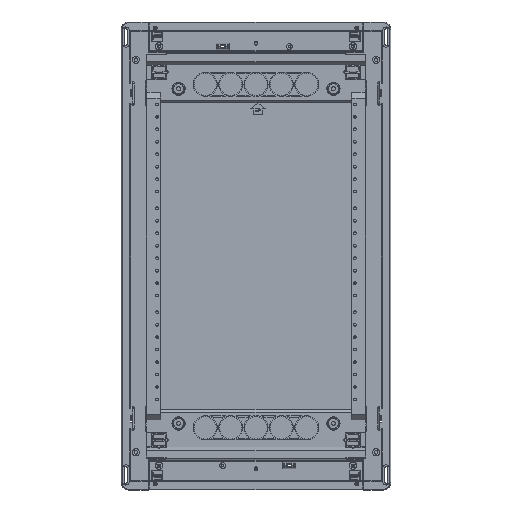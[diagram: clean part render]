
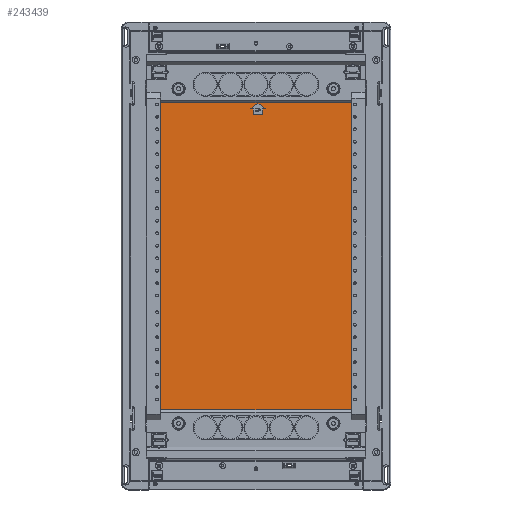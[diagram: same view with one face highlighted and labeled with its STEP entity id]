
A CAD part, top view. The second image highlights one B-rep face of the part: STEP entity #243439.
In plain terms, the highlighted planar face has unit normal (0, 0, 1).
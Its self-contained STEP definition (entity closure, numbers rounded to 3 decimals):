
#511 = CARTESIAN_POINT ( 'NONE',  ( -3.286, 169.95, -88.881 ) ) ;
#5528 = CARTESIAN_POINT ( 'NONE',  ( 7.964, 176.95, -88.881 ) ) ;
#7360 = DIRECTION ( 'NONE',  ( 0., -1., 0. ) ) ;
#7386 = ORIENTED_EDGE ( 'NONE', *, *, #187079, .F. ) ;
#11011 = VECTOR ( 'NONE', #204168, 1000. ) ;
#12690 = CARTESIAN_POINT ( 'NONE',  ( -3.286, 169.95, -88.881 ) ) ;
#14827 = CARTESIAN_POINT ( 'NONE',  ( -7.036, 176.95, -88.881 ) ) ;
#17617 = VECTOR ( 'NONE', #94655, 1000. ) ;
#25225 = VECTOR ( 'NONE', #142579, 1000. ) ;
#29197 = CARTESIAN_POINT ( 'NONE',  ( 153., -2.65, -88.881 ) ) ;
#29647 = VERTEX_POINT ( 'NONE', #53728 ) ;
#38071 = CARTESIAN_POINT ( 'NONE',  ( 7.964, 169.95, -88.881 ) ) ;
#41114 = VERTEX_POINT ( 'NONE', #94658 ) ;
#43676 = ORIENTED_EDGE ( 'NONE', *, *, #239913, .F. ) ;
#45055 = ORIENTED_EDGE ( 'NONE', *, *, #148029, .F. ) ;
#47143 = PLANE ( 'NONE',  #198676 ) ;
#47498 = DIRECTION ( 'NONE',  ( -1., 0., 0. ) ) ;
#48930 = VERTEX_POINT ( 'NONE', #56549 ) ;
#51565 = VECTOR ( 'NONE', #47498, 1000. ) ;
#52057 = ORIENTED_EDGE ( 'NONE', *, *, #177863, .F. ) ;
#53728 = CARTESIAN_POINT ( 'NONE',  ( 2.339, 183.7, -88.881 ) ) ;
#56549 = CARTESIAN_POINT ( 'NONE',  ( -7.036, 176.95, -88.881 ) ) ;
#57090 = VERTEX_POINT ( 'NONE', #12690 ) ;
#57562 = LINE ( 'NONE', #170351, #251517 ) ;
#58738 = VECTOR ( 'NONE', #137102, 1000. ) ;
#58962 = VECTOR ( 'NONE', #191081, 1000. ) ;
#58974 = CARTESIAN_POINT ( 'NONE',  ( -3.286, 176.95, -88.881 ) ) ;
#63112 = EDGE_CURVE ( 'NONE', #29647, #48930, #190357, .T. ) ;
#63666 = VERTEX_POINT ( 'NONE', #108403 ) ;
#70843 = CARTESIAN_POINT ( 'NONE',  ( -114.425, -184.7, -88.881 ) ) ;
#73092 = EDGE_CURVE ( 'NONE', #104918, #206901, #234545, .T. ) ;
#76115 = DIRECTION ( 'NONE',  ( 1., 0., 0. ) ) ;
#89487 = FACE_BOUND ( 'NONE', #154870, .T. ) ;
#93049 = DIRECTION ( 'NONE',  ( -0.812, -0.584, 0. ) ) ;
#94655 = DIRECTION ( 'NONE',  ( -1., 0., 0. ) ) ;
#94658 = CARTESIAN_POINT ( 'NONE',  ( 114.425, 184.7, -88.881 ) ) ;
#99937 = ORIENTED_EDGE ( 'NONE', *, *, #196476, .F. ) ;
#104492 = CARTESIAN_POINT ( 'NONE',  ( -3.286, 176.95, -88.881 ) ) ;
#104918 = VERTEX_POINT ( 'NONE', #38071 ) ;
#108403 = CARTESIAN_POINT ( 'NONE',  ( 114.425, -184.7, -88.881 ) ) ;
#112916 = CARTESIAN_POINT ( 'NONE',  ( 7.964, 169.95, -88.881 ) ) ;
#123819 = ORIENTED_EDGE ( 'NONE', *, *, #130983, .F. ) ;
#125987 = CARTESIAN_POINT ( 'NONE',  ( 11.714, 176.95, -88.881 ) ) ;
#127776 = VECTOR ( 'NONE', #132492, 1000. ) ;
#130983 = EDGE_CURVE ( 'NONE', #234313, #57090, #203403, .T. ) ;
#132492 = DIRECTION ( 'NONE',  ( 0., 1., 0. ) ) ;
#136222 = CARTESIAN_POINT ( 'NONE',  ( 114.425, -2.65, -88.881 ) ) ;
#137102 = DIRECTION ( 'NONE',  ( 1., 0., 0. ) ) ;
#142579 = DIRECTION ( 'NONE',  ( 1., 0., 0. ) ) ;
#143264 = FACE_OUTER_BOUND ( 'NONE', #180087, .T. ) ;
#147041 = DIRECTION ( 'NONE',  ( 1., 0., 0. ) ) ;
#147684 = LINE ( 'NONE', #125987, #11011 ) ;
#148029 = EDGE_CURVE ( 'NONE', #57090, #104918, #232411, .T. ) ;
#151661 = LINE ( 'NONE', #136222, #127776 ) ;
#154870 = EDGE_LOOP ( 'NONE', ( #7386, #204454, #45055, #123819, #43676, #251605, #52057 ) ) ;
#156025 = CARTESIAN_POINT ( 'NONE',  ( 179.296, -184.7, -88.881 ) ) ;
#157273 = LINE ( 'NONE', #156025, #17617 ) ;
#161823 = LINE ( 'NONE', #5528, #25225 ) ;
#164142 = CARTESIAN_POINT ( 'NONE',  ( 179.296, 184.7, -88.881 ) ) ;
#166301 = DIRECTION ( 'NONE',  ( 0., 0., 1. ) ) ;
#170351 = CARTESIAN_POINT ( 'NONE',  ( -114.425, -2.65, -88.881 ) ) ;
#174305 = LINE ( 'NONE', #58974, #58738 ) ;
#176412 = EDGE_CURVE ( 'NONE', #214207, #195161, #57562, .T. ) ;
#177863 = EDGE_CURVE ( 'NONE', #178059, #29647, #147684, .T. ) ;
#178059 = VERTEX_POINT ( 'NONE', #240646 ) ;
#180087 = EDGE_LOOP ( 'NONE', ( #225757, #236701, #99937, #232861 ) ) ;
#180103 = CARTESIAN_POINT ( 'NONE',  ( 7.964, 176.95, -88.881 ) ) ;
#182893 = CARTESIAN_POINT ( 'NONE',  ( -3.286, 169.95, -88.881 ) ) ;
#186505 = VECTOR ( 'NONE', #76115, 1000. ) ;
#187079 = EDGE_CURVE ( 'NONE', #206901, #178059, #161823, .T. ) ;
#188995 = EDGE_CURVE ( 'NONE', #63666, #41114, #151661, .T. ) ;
#190357 = LINE ( 'NONE', #14827, #242547 ) ;
#191081 = DIRECTION ( 'NONE',  ( 0., 1., 0. ) ) ;
#194611 = DIRECTION ( 'NONE',  ( 0., 1., 0. ) ) ;
#195161 = VERTEX_POINT ( 'NONE', #199070 ) ;
#196476 = EDGE_CURVE ( 'NONE', #63666, #214207, #157273, .T. ) ;
#198676 = AXIS2_PLACEMENT_3D ( 'NONE', #29197, #166301, #147041 ) ;
#199070 = CARTESIAN_POINT ( 'NONE',  ( -114.425, 184.7, -88.881 ) ) ;
#203403 = LINE ( 'NONE', #182893, #238080 ) ;
#204168 = DIRECTION ( 'NONE',  ( -0.812, 0.584, 0. ) ) ;
#204454 = ORIENTED_EDGE ( 'NONE', *, *, #73092, .F. ) ;
#206901 = VERTEX_POINT ( 'NONE', #180103 ) ;
#214207 = VERTEX_POINT ( 'NONE', #70843 ) ;
#220605 = LINE ( 'NONE', #164142, #51565 ) ;
#225757 = ORIENTED_EDGE ( 'NONE', *, *, #226490, .T. ) ;
#226490 = EDGE_CURVE ( 'NONE', #41114, #195161, #220605, .T. ) ;
#232411 = LINE ( 'NONE', #511, #186505 ) ;
#232861 = ORIENTED_EDGE ( 'NONE', *, *, #188995, .T. ) ;
#234313 = VERTEX_POINT ( 'NONE', #104492 ) ;
#234545 = LINE ( 'NONE', #112916, #58962 ) ;
#236701 = ORIENTED_EDGE ( 'NONE', *, *, #176412, .F. ) ;
#238080 = VECTOR ( 'NONE', #7360, 1000. ) ;
#239913 = EDGE_CURVE ( 'NONE', #48930, #234313, #174305, .T. ) ;
#240646 = CARTESIAN_POINT ( 'NONE',  ( 11.714, 176.95, -88.881 ) ) ;
#242547 = VECTOR ( 'NONE', #93049, 1000. ) ;
#243439 = ADVANCED_FACE ( 'NONE', ( #89487, #143264 ), #47143, .T. ) ;
#251517 = VECTOR ( 'NONE', #194611, 1000. ) ;
#251605 = ORIENTED_EDGE ( 'NONE', *, *, #63112, .F. ) ;
